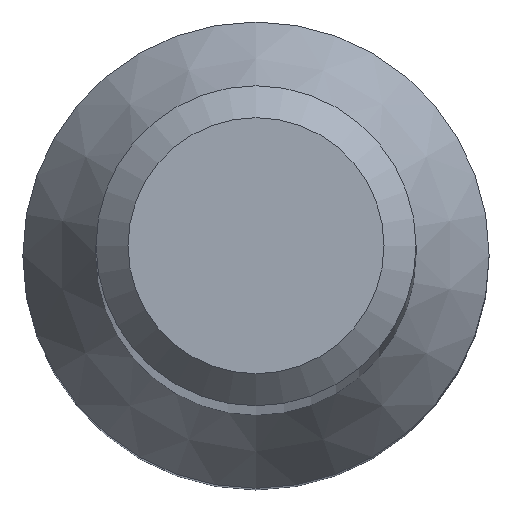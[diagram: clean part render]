
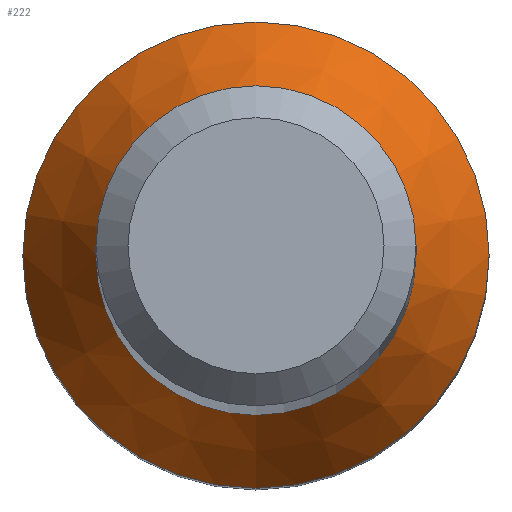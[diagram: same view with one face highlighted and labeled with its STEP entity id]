
A CAD part, top view. The second image highlights one B-rep face of the part: STEP entity #222.
In plain terms, the highlighted conical face has half-angle 30 degrees and reference radius 2.914 mm.
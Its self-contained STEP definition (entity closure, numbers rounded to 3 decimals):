
#9 = EDGE_CURVE ( 'NONE', #142, #142, #36, .T. ) ;
#17 = ORIENTED_EDGE ( 'NONE', *, *, #9, .T. ) ;
#24 = EDGE_LOOP ( 'NONE', ( #187 ) ) ;
#29 = DIRECTION ( 'NONE',  ( 0., 1., 0. ) ) ;
#30 = AXIS2_PLACEMENT_3D ( 'NONE', #140, #212, #175 ) ;
#36 = CIRCLE ( 'NONE', #30, 2. ) ;
#51 = DIRECTION ( 'NONE',  ( 0., 0., -1. ) ) ;
#65 = CARTESIAN_POINT ( 'NONE',  ( 0., 0., 12.409 ) ) ;
#68 = DIRECTION ( 'NONE',  ( 0., 0., -1. ) ) ;
#84 = FACE_OUTER_BOUND ( 'NONE', #24, .T. ) ;
#140 = CARTESIAN_POINT ( 'NONE',  ( 0., 0., 13.992 ) ) ;
#142 = VERTEX_POINT ( 'NONE', #225 ) ;
#155 = EDGE_LOOP ( 'NONE', ( #17 ) ) ;
#164 = FACE_BOUND ( 'NONE', #155, .T. ) ;
#175 = DIRECTION ( 'NONE',  ( 0., 1., 0. ) ) ;
#184 = AXIS2_PLACEMENT_3D ( 'NONE', #202, #68, #238 ) ;
#185 = CARTESIAN_POINT ( 'NONE',  ( 0., 2.914, 12.409 ) ) ;
#186 = CONICAL_SURFACE ( 'NONE', #184, 2.914, 0.524 ) ;
#187 = ORIENTED_EDGE ( 'NONE', *, *, #242, .F. ) ;
#202 = CARTESIAN_POINT ( 'NONE',  ( 0., 0., 12.409 ) ) ;
#207 = CIRCLE ( 'NONE', #215, 2.914 ) ;
#212 = DIRECTION ( 'NONE',  ( 0., 0., -1. ) ) ;
#215 = AXIS2_PLACEMENT_3D ( 'NONE', #65, #51, #29 ) ;
#221 = VERTEX_POINT ( 'NONE', #185 ) ;
#222 = ADVANCED_FACE ( 'NONE', ( #164, #84 ), #186, .T. ) ;
#225 = CARTESIAN_POINT ( 'NONE',  ( 0., 2., 13.992 ) ) ;
#238 = DIRECTION ( 'NONE',  ( 0., 1., 0. ) ) ;
#242 = EDGE_CURVE ( 'NONE', #221, #221, #207, .T. ) ;
